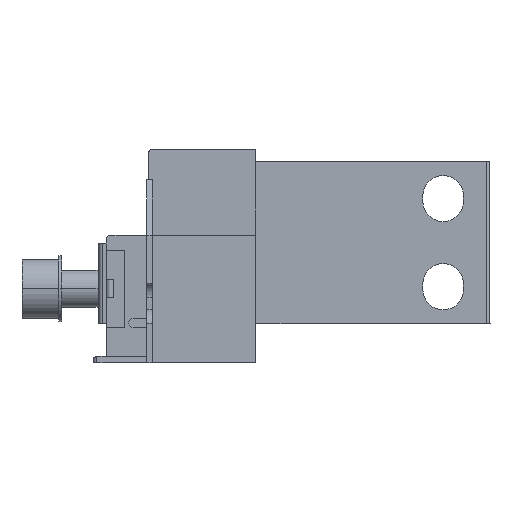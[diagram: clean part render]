
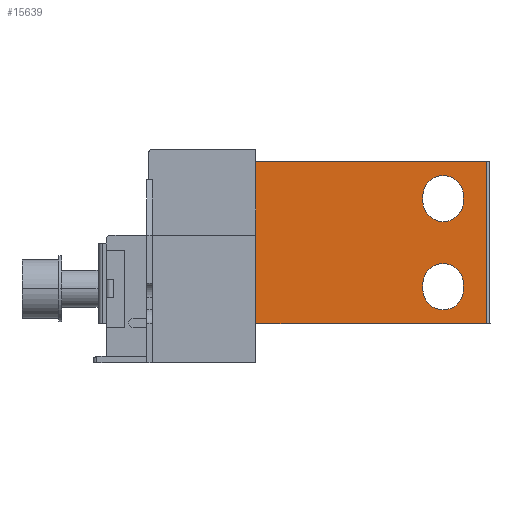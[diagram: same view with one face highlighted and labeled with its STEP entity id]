
A CAD part, left-side view. The second image highlights one B-rep face of the part: STEP entity #15639.
In plain terms, the highlighted planar face has unit normal (-1, 0, 0).
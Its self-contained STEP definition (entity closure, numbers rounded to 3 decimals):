
#15124=AXIS2_PLACEMENT_3D('Circle Axis2P3D',#15122,#15123,$) ;
#15177=AXIS2_PLACEMENT_3D('Circle Axis2P3D',#15175,#15176,$) ;
#15210=AXIS2_PLACEMENT_3D('Circle Axis2P3D',#15208,#15209,$) ;
#15274=AXIS2_PLACEMENT_3D('Circle Axis2P3D',#15272,#15273,$) ;
#15593=AXIS2_PLACEMENT_3D('Plane Axis2P3D',#15590,#15591,#15592) ;
#15041=CARTESIAN_POINT('Vertex',(-72.6,-13.998,28.801)) ;
#15044=CARTESIAN_POINT('Line Origine',(-72.6,-13.998,39.901)) ;
#15048=CARTESIAN_POINT('Vertex',(-72.6,-13.998,51.001)) ;
#15081=CARTESIAN_POINT('Vertex',(-72.6,-73.798,17.825)) ;
#15084=CARTESIAN_POINT('Line Origine',(-72.6,-73.798,17.063)) ;
#15088=CARTESIAN_POINT('Vertex',(-72.6,-73.798,16.301)) ;
#15119=CARTESIAN_POINT('Vertex',(-72.6,-84.798,17.825)) ;
#15122=CARTESIAN_POINT('Axis2P3D Location',(-72.6,-79.298,17.825)) ;
#15150=CARTESIAN_POINT('Vertex',(-72.6,-84.798,16.301)) ;
#15153=CARTESIAN_POINT('Line Origine',(-72.6,-84.798,17.063)) ;
#15175=CARTESIAN_POINT('Axis2P3D Location',(-72.6,-79.298,16.301)) ;
#15205=CARTESIAN_POINT('Vertex',(-72.6,-73.798,40.177)) ;
#15208=CARTESIAN_POINT('Axis2P3D Location',(-72.6,-79.298,40.177)) ;
#15212=CARTESIAN_POINT('Vertex',(-72.6,-84.798,40.177)) ;
#15238=CARTESIAN_POINT('Vertex',(-72.6,-73.798,41.701)) ;
#15241=CARTESIAN_POINT('Line Origine',(-72.6,-73.798,40.939)) ;
#15269=CARTESIAN_POINT('Vertex',(-72.6,-84.798,41.701)) ;
#15272=CARTESIAN_POINT('Axis2P3D Location',(-72.6,-79.298,41.701)) ;
#15289=CARTESIAN_POINT('Line Origine',(-72.6,-84.798,40.939)) ;
#15444=CARTESIAN_POINT('Vertex',(-72.6,-13.122,7.001)) ;
#15447=CARTESIAN_POINT('Line Origine',(-72.6,-13.122,29.001)) ;
#15451=CARTESIAN_POINT('Vertex',(-72.6,-13.122,28.801)) ;
#15590=CARTESIAN_POINT('Axis2P3D Location',(-72.6,-0.998,7.001)) ;
#15595=CARTESIAN_POINT('Line Origine',(-72.6,-90.998,29.001)) ;
#15599=CARTESIAN_POINT('Vertex',(-72.6,-90.998,51.001)) ;
#15601=CARTESIAN_POINT('Vertex',(-72.6,-90.998,7.001)) ;
#15604=CARTESIAN_POINT('Line Origine',(-72.6,-52.498,51.001)) ;
#15609=CARTESIAN_POINT('Line Origine',(-72.6,-13.56,28.801)) ;
#15614=CARTESIAN_POINT('Line Origine',(-72.6,-52.06,7.001)) ;
#15045=DIRECTION('Vector Direction',(0.,0.,1.)) ;
#15085=DIRECTION('Vector Direction',(0.,0.,-1.)) ;
#15123=DIRECTION('Axis2P3D Direction',(-1.,0.,0.)) ;
#15154=DIRECTION('Vector Direction',(0.,0.,1.)) ;
#15176=DIRECTION('Axis2P3D Direction',(-1.,0.,0.)) ;
#15209=DIRECTION('Axis2P3D Direction',(-1.,0.,0.)) ;
#15242=DIRECTION('Vector Direction',(0.,0.,1.)) ;
#15273=DIRECTION('Axis2P3D Direction',(-1.,0.,0.)) ;
#15290=DIRECTION('Vector Direction',(0.,0.,-1.)) ;
#15448=DIRECTION('Vector Direction',(0.,0.,-1.)) ;
#15591=DIRECTION('Axis2P3D Direction',(1.,0.,0.)) ;
#15592=DIRECTION('Axis2P3D XDirection',(0.,1.,0.)) ;
#15596=DIRECTION('Vector Direction',(0.,0.,-1.)) ;
#15605=DIRECTION('Vector Direction',(0.,1.,0.)) ;
#15610=DIRECTION('Vector Direction',(0.,1.,0.)) ;
#15615=DIRECTION('Vector Direction',(0.,-1.,0.)) ;
#15046=VECTOR('Line Direction',#15045,1.) ;
#15086=VECTOR('Line Direction',#15085,1.) ;
#15155=VECTOR('Line Direction',#15154,1.) ;
#15243=VECTOR('Line Direction',#15242,1.) ;
#15291=VECTOR('Line Direction',#15290,1.) ;
#15449=VECTOR('Line Direction',#15448,1.) ;
#15597=VECTOR('Line Direction',#15596,1.) ;
#15606=VECTOR('Line Direction',#15605,1.) ;
#15611=VECTOR('Line Direction',#15610,1.) ;
#15616=VECTOR('Line Direction',#15615,1.) ;
#15620=ORIENTED_EDGE('',*,*,#15603,.F.) ;
#15621=ORIENTED_EDGE('',*,*,#15608,.F.) ;
#15622=ORIENTED_EDGE('',*,*,#15050,.F.) ;
#15623=ORIENTED_EDGE('',*,*,#15613,.F.) ;
#15624=ORIENTED_EDGE('',*,*,#15453,.F.) ;
#15625=ORIENTED_EDGE('',*,*,#15618,.F.) ;
#15628=ORIENTED_EDGE('',*,*,#15214,.F.) ;
#15629=ORIENTED_EDGE('',*,*,#15245,.F.) ;
#15630=ORIENTED_EDGE('',*,*,#15276,.F.) ;
#15631=ORIENTED_EDGE('',*,*,#15293,.F.) ;
#15634=ORIENTED_EDGE('',*,*,#15090,.F.) ;
#15635=ORIENTED_EDGE('',*,*,#15126,.F.) ;
#15636=ORIENTED_EDGE('',*,*,#15157,.F.) ;
#15637=ORIENTED_EDGE('',*,*,#15179,.F.) ;
#15632=FACE_BOUND('',#15627,.T.) ;
#15638=FACE_BOUND('',#15633,.T.) ;
#15639=ADVANCED_FACE('RB7944001_1PA_001_00_MEZZO_TERMINALE_POSTERIORE_ORIENTABILE.6\\PartBody',(#15626,#15632,#15638),#15594,.F.) ;
#15125=CIRCLE('generated circle',#15124,5.5) ;
#15178=CIRCLE('generated circle',#15177,5.5) ;
#15211=CIRCLE('generated circle',#15210,5.5) ;
#15275=CIRCLE('generated circle',#15274,5.5) ;
#15050=EDGE_CURVE('',#15042,#15049,#15047,.T.) ;
#15090=EDGE_CURVE('',#15082,#15089,#15087,.T.) ;
#15126=EDGE_CURVE('',#15120,#15082,#15125,.T.) ;
#15157=EDGE_CURVE('',#15151,#15120,#15156,.T.) ;
#15179=EDGE_CURVE('',#15089,#15151,#15178,.T.) ;
#15214=EDGE_CURVE('',#15206,#15213,#15211,.T.) ;
#15245=EDGE_CURVE('',#15239,#15206,#15244,.F.) ;
#15276=EDGE_CURVE('',#15270,#15239,#15275,.T.) ;
#15293=EDGE_CURVE('',#15213,#15270,#15292,.F.) ;
#15453=EDGE_CURVE('',#15445,#15452,#15450,.F.) ;
#15603=EDGE_CURVE('',#15600,#15602,#15598,.T.) ;
#15608=EDGE_CURVE('',#15049,#15600,#15607,.F.) ;
#15613=EDGE_CURVE('',#15452,#15042,#15612,.F.) ;
#15618=EDGE_CURVE('',#15602,#15445,#15617,.F.) ;
#15619=EDGE_LOOP('',(#15620,#15621,#15622,#15623,#15624,#15625)) ;
#15627=EDGE_LOOP('',(#15628,#15629,#15630,#15631)) ;
#15633=EDGE_LOOP('',(#15634,#15635,#15636,#15637)) ;
#15626=FACE_OUTER_BOUND('',#15619,.T.) ;
#15047=LINE('Line',#15044,#15046) ;
#15087=LINE('Line',#15084,#15086) ;
#15156=LINE('Line',#15153,#15155) ;
#15244=LINE('Line',#15241,#15243) ;
#15292=LINE('Line',#15289,#15291) ;
#15450=LINE('Line',#15447,#15449) ;
#15598=LINE('Line',#15595,#15597) ;
#15607=LINE('Line',#15604,#15606) ;
#15612=LINE('Line',#15609,#15611) ;
#15617=LINE('Line',#15614,#15616) ;
#15594=PLANE('',#15593) ;
#15042=VERTEX_POINT('',#15041) ;
#15049=VERTEX_POINT('',#15048) ;
#15082=VERTEX_POINT('',#15081) ;
#15089=VERTEX_POINT('',#15088) ;
#15120=VERTEX_POINT('',#15119) ;
#15151=VERTEX_POINT('',#15150) ;
#15206=VERTEX_POINT('',#15205) ;
#15213=VERTEX_POINT('',#15212) ;
#15239=VERTEX_POINT('',#15238) ;
#15270=VERTEX_POINT('',#15269) ;
#15445=VERTEX_POINT('',#15444) ;
#15452=VERTEX_POINT('',#15451) ;
#15600=VERTEX_POINT('',#15599) ;
#15602=VERTEX_POINT('',#15601) ;
